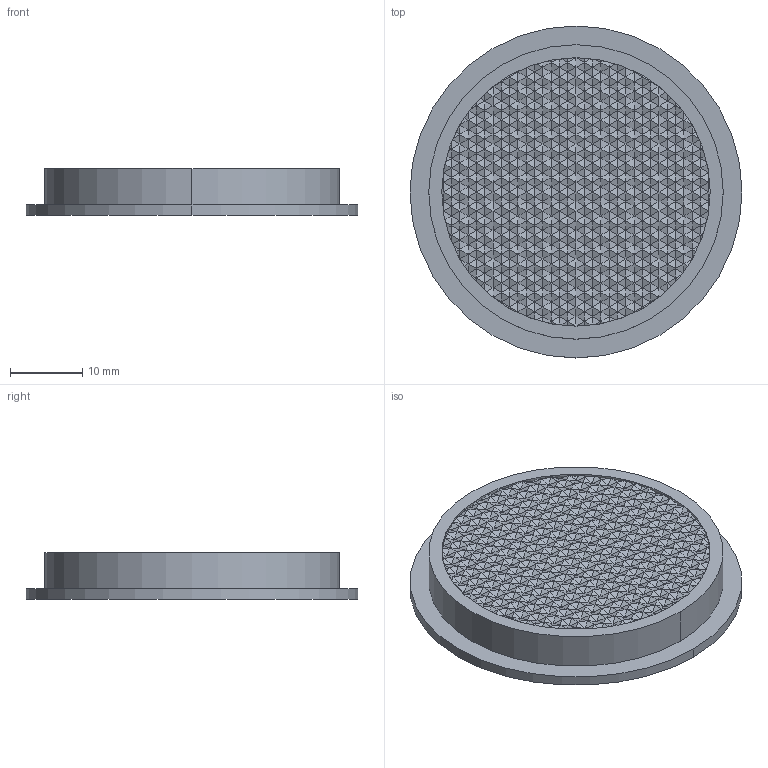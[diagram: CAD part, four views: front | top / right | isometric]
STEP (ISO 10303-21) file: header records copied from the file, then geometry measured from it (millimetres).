
FILE_DESCRIPTION(('Creo Elements/Direct Modeling STEP Export'),'2;1');
FILE_NAME('ER460.stp','2017-08-30T12:29:16',('Palle Edslev '),('EDSLEV A/S'),'Creo Elements/Direct Modeling STEP processor for AP214 (Solid Model)','Creo Elements/Direct Modeling 18.1H 24-Oct-2015 (C) Parametric Technology GmbH','');
FILE_SCHEMA(('AUTOMOTIVE_DESIGN { 1 0 10303 214 1 1 1 1 }'));
Length unit declared in the file: millimetre
Products named in the file (2): ER460
Assembly tree (1 placements, depth 2):
  ER460
    ER460
Bounding box: 46 x 46 x 6.4 mm (x, y, z)
Volume: 8495.1 mm3; surface area: 4276.1 mm2
Topology: 1 solids, 1 shells, 1551 faces, 2476 edges, 929 vertices
Faces by surface type: plane 1545, cylinder 6
Entity records: 31838 total; most frequent: DIRECTION 5780, CARTESIAN_POINT 4953, ORIENTED_EDGE 4952, EDGE_CURVE 2476, VECTOR 2268, LINE 2268, AXIS2_PLACEMENT_3D 1756, EDGE_LOOP 1553
